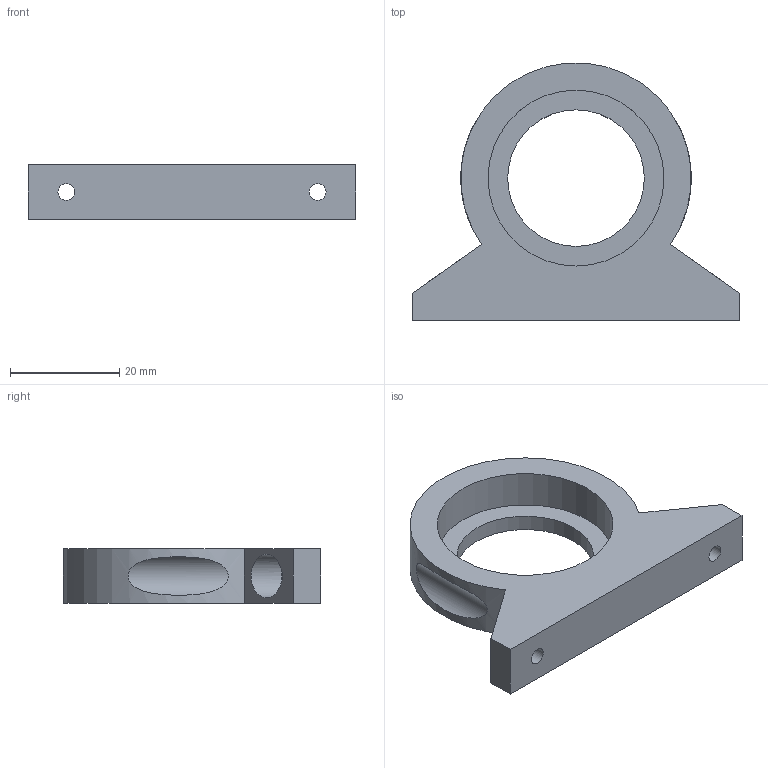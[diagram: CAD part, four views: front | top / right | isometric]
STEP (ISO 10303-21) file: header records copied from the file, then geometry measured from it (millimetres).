
FILE_DESCRIPTION(/* description */ (''),/* implementation_level */ '2;1');
FILE_NAME(/* name */ 'Axial_mount_bearing.step',/* time_stamp */ '2024-07-02T21:24:26+02:00',/* author */ (''),/* organization */ (''),/* preprocessor_version */ 'ST-DEVELOPER v20',/* originating_system */ 'Autodesk Translation Framework v13.14.0.145',/* authorisation */ '');
FILE_SCHEMA (('AUTOMOTIVE_DESIGN { 1 0 10303 214 3 1 1 }'));
Length unit declared in the file: millimetre
Products named in the file (1): Achsenhalterung_neu
Bounding box: 60 x 47.12 x 10 mm (x, y, z)
Volume: 11245.3 mm3; surface area: 5964.3 mm2
Topology: 1 solids, 1 shells, 19 faces, 38 edges, 26 vertices
Faces by surface type: plane 10, cylinder 9
Full cylindrical faces by diameter (mm): 3.1 x2, 8 x2, 25 x1, 32.2 x1
Entity records: 625 total; most frequent: CARTESIAN_POINT 166, DIRECTION 90, ORIENTED_EDGE 76, EDGE_CURVE 38, AXIS2_PLACEMENT_3D 34, EDGE_LOOP 30, VERTEX_POINT 26, LINE 22
